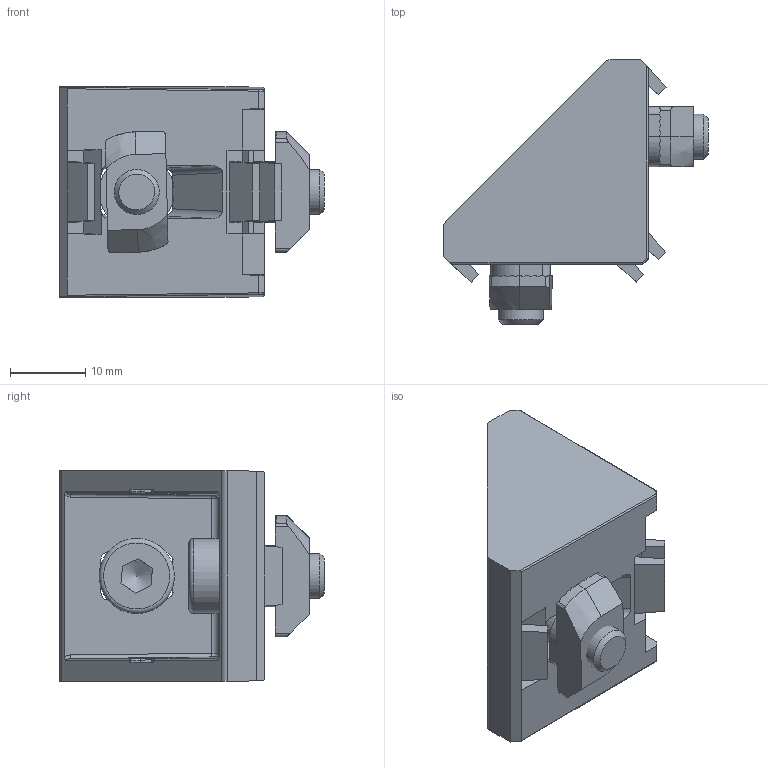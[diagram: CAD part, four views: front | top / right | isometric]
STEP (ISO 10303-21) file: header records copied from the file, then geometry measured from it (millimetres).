
FILE_DESCRIPTION(/* description */ (''),/* implementation_level */ '2;1');
FILE_NAME(/* name */ 'Syskomp 482538709 Winkel 30x30 silber inkl Bef.stp',/* time_stamp */ '2014-01-15T09:01:52+01:00',/* author */ ('mstrom'),/* organization */ (''),/* preprocessor_version */ 'ST-DEVELOPER v15.2',/* originating_system */ 'Autodesk Inventor 2014',/* authorisation */ '0 mm^3');
FILE_SCHEMA (('AUTOMOTIVE_DESIGN { 1 0 10303 214 3 1 1 }'));
Length unit declared in the file: millimetre
Products named in the file (4): Syskomp 482523525 Winkel 30x30; DIN 7984 - M6 x 14; Syskomp 482501753 Hammermutter N8 M6 verzinkt; Syskomp 482538709 Winkel 30x30 silber inkl Bef
Bounding box: 35.2 x 35.2 x 28 mm (x, y, z)
Volume: 10342.9 mm3; surface area: 6896.9 mm2
Topology: 5 solids, 5 shells, 257 faces, 682 edges, 438 vertices
Faces by surface type: plane 170, cylinder 61, bspline 14, cone 8, torus 4
Full cylindrical faces by diameter (mm): 4.917 x2, 6 x2, 10 x2
Entity records: 6315 total; most frequent: CARTESIAN_POINT 1526, ORIENTED_EDGE 978, DIRECTION 958, EDGE_CURVE 489, LINE 322, VECTOR 322, AXIS2_PLACEMENT_3D 318, VERTEX_POINT 317
